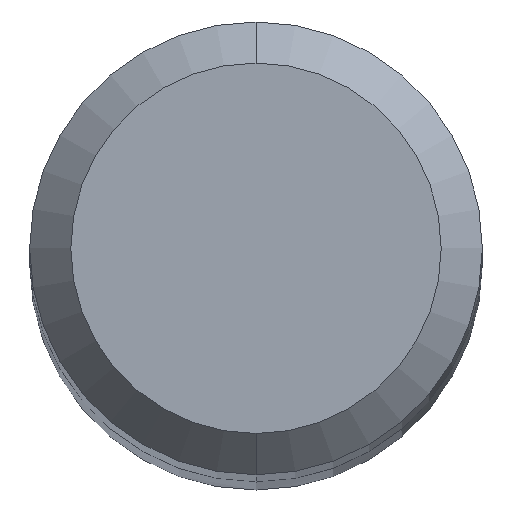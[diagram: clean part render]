
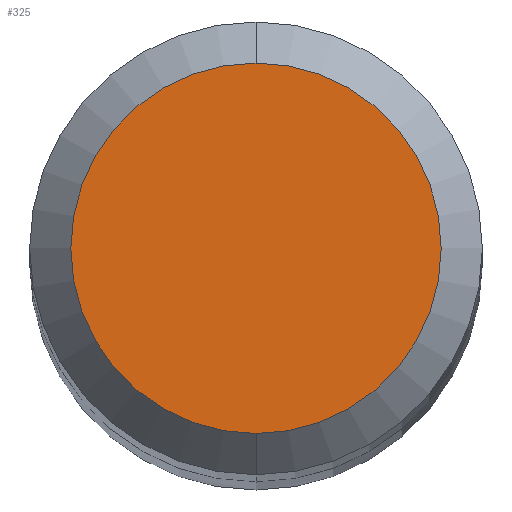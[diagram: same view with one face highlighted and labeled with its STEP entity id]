
A CAD part, top view. The second image highlights one B-rep face of the part: STEP entity #325.
In plain terms, the highlighted planar face has unit normal (0, 0, 1).
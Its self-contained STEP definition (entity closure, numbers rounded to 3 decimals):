
#219=VERTEX_POINT('',#486);
#257=EDGE_CURVE('',#219,#301,#528,.T.);
#269=EDGE_CURVE('',#301,#219,#540,.T.);
#301=VERTEX_POINT('',#573);
#325=ADVANCED_FACE('',(#597),#598,.T.);
#486=CARTESIAN_POINT('',(0.,-1.35,27.0));
#528=CIRCLE('',#949,1.35);
#540=CIRCLE('',#987,1.35);
#573=CARTESIAN_POINT('',(0.0,1.35,27.0));
#597=FACE_OUTER_BOUND('',#1117,.T.);
#598=PLANE('',#1118);
#949=AXIS2_PLACEMENT_3D('',#1418,#1419,#1420);
#987=AXIS2_PLACEMENT_3D('',#1425,#1426,#1427);
#1117=EDGE_LOOP('',(#1457,#1458));
#1118=AXIS2_PLACEMENT_3D('',#1459,#1460,#1461);
#1418=CARTESIAN_POINT('',(0.0,0.0,27.0));
#1419=DIRECTION('',(0.0,0.0,-1.0));
#1420=DIRECTION('',(0.0,1.0,0.0));
#1425=CARTESIAN_POINT('',(0.0,0.0,27.0));
#1426=DIRECTION('',(0.0,0.0,-1.0));
#1427=DIRECTION('',(0.0,1.0,0.0));
#1457=ORIENTED_EDGE('',*,*,#269,.F.);
#1458=ORIENTED_EDGE('',*,*,#257,.F.);
#1459=CARTESIAN_POINT('',(0.0,0.675,27.0));
#1460=DIRECTION('',(-0.0,0.0,1.0));
#1461=DIRECTION('',(0.0,-1.0,0.0));
